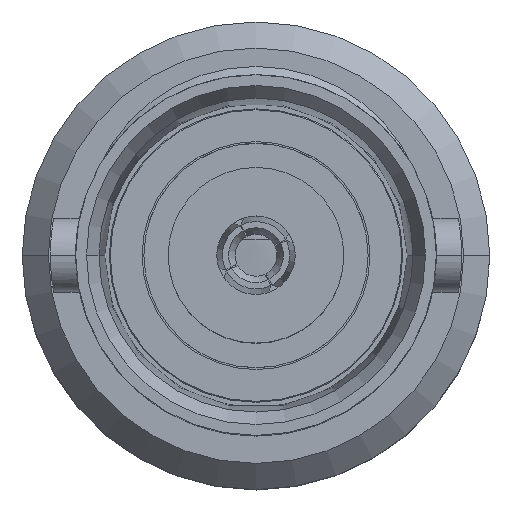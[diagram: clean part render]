
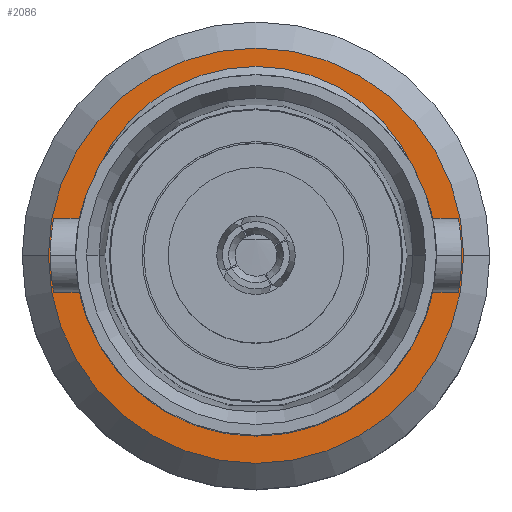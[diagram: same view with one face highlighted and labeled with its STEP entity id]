
A CAD part, top view. The second image highlights one B-rep face of the part: STEP entity #2086.
In plain terms, the highlighted planar face has unit normal (0, 0, 1).
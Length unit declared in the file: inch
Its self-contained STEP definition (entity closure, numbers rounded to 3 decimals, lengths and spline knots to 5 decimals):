
#218 = DIRECTION ( 'NONE',  ( 0., 0., -1. ) ) ;
#226 = EDGE_LOOP ( 'NONE', ( #1343, #4360 ) ) ;
#236 = CARTESIAN_POINT ( 'NONE',  ( 0.18417, -0.01695, 0.67323 ) ) ;
#658 = CIRCLE ( 'NONE', #1921, 0.18245 ) ;
#691 = DIRECTION ( 'NONE',  ( 0., 0., -1. ) ) ;
#790 = AXIS2_PLACEMENT_3D ( 'NONE', #2914, #218, #3377 ) ;
#892 = CARTESIAN_POINT ( 'NONE',  ( -0.20128, 0.07404, 0.67323 ) ) ;
#1171 = DIRECTION ( 'NONE',  ( 1., 0., 0. ) ) ;
#1235 = ORIENTED_EDGE ( 'NONE', *, *, #3333, .F. ) ;
#1343 = ORIENTED_EDGE ( 'NONE', *, *, #4302, .F. ) ;
#1425 = VERTEX_POINT ( 'NONE', #236 ) ;
#1495 = FACE_OUTER_BOUND ( 'NONE', #226, .T. ) ;
#1688 = EDGE_LOOP ( 'NONE', ( #1235, #2492, #5486, #2101 ) ) ;
#1746 = CIRCLE ( 'NONE', #2197, 0.2187 ) ;
#1813 = CARTESIAN_POINT ( 'NONE',  ( -0.03453, 0., 0.67323 ) ) ;
#1921 = AXIS2_PLACEMENT_3D ( 'NONE', #1813, #4950, #2257 ) ;
#2086 = ADVANCED_FACE ( 'NONE', ( #2413, #1495 ), #2966, .T. ) ;
#2101 = ORIENTED_EDGE ( 'NONE', *, *, #4718, .T. ) ;
#2126 = EDGE_CURVE ( 'NONE', #3967, #5566, #3474, .T. ) ;
#2129 = CARTESIAN_POINT ( 'NONE',  ( -0.03453, -0.01695, 0.67323 ) ) ;
#2197 = AXIS2_PLACEMENT_3D ( 'NONE', #3397, #691, #3840 ) ;
#2206 = DIRECTION ( 'NONE',  ( 0., 0., -1. ) ) ;
#2257 = DIRECTION ( 'NONE',  ( 1., 0., 0. ) ) ;
#2357 = DIRECTION ( 'NONE',  ( 0., 0., -1. ) ) ;
#2413 = FACE_BOUND ( 'NONE', #1688, .T. ) ;
#2492 = ORIENTED_EDGE ( 'NONE', *, *, #2126, .T. ) ;
#2580 = DIRECTION ( 'NONE',  ( -1., 0., 0. ) ) ;
#2679 = EDGE_CURVE ( 'NONE', #1425, #5543, #5808, .T. ) ;
#2782 = AXIS2_PLACEMENT_3D ( 'NONE', #3426, #3864, #1171 ) ;
#2914 = CARTESIAN_POINT ( 'NONE',  ( -0.03453, -0.01695, 0.67323 ) ) ;
#2966 = PLANE ( 'NONE',  #2782 ) ;
#3160 = CIRCLE ( 'NONE', #3892, 0.18996 ) ;
#3333 = EDGE_CURVE ( 'NONE', #3967, #5400, #658, .T. ) ;
#3377 = DIRECTION ( 'NONE',  ( -1., 0., 0. ) ) ;
#3390 = VERTEX_POINT ( 'NONE', #5446 ) ;
#3397 = CARTESIAN_POINT ( 'NONE',  ( -0.03453, -0.01695, 0.67323 ) ) ;
#3417 = CIRCLE ( 'NONE', #790, 0.18996 ) ;
#3426 = CARTESIAN_POINT ( 'NONE',  ( -0.03453, 0.20175, 0.67323 ) ) ;
#3474 = CIRCLE ( 'NONE', #3992, 0.18996 ) ;
#3840 = DIRECTION ( 'NONE',  ( -1., 0., 0. ) ) ;
#3864 = DIRECTION ( 'NONE',  ( 0., 0., 1. ) ) ;
#3892 = AXIS2_PLACEMENT_3D ( 'NONE', #5058, #2357, #5508 ) ;
#3967 = VERTEX_POINT ( 'NONE', #4709 ) ;
#3968 = EDGE_CURVE ( 'NONE', #5566, #3390, #3417, .T. ) ;
#3992 = AXIS2_PLACEMENT_3D ( 'NONE', #2129, #5273, #2580 ) ;
#4302 = EDGE_CURVE ( 'NONE', #5543, #1425, #1746, .T. ) ;
#4360 = ORIENTED_EDGE ( 'NONE', *, *, #2679, .F. ) ;
#4361 = CARTESIAN_POINT ( 'NONE',  ( -0.25323, -0.01695, 0.67323 ) ) ;
#4709 = CARTESIAN_POINT ( 'NONE',  ( 0.13222, 0.07404, 0.67323 ) ) ;
#4718 = EDGE_CURVE ( 'NONE', #3390, #5400, #3160, .T. ) ;
#4904 = CARTESIAN_POINT ( 'NONE',  ( -0.03453, -0.01695, 0.67323 ) ) ;
#4950 = DIRECTION ( 'NONE',  ( 0., 0., 1. ) ) ;
#5058 = CARTESIAN_POINT ( 'NONE',  ( -0.03453, -0.01695, 0.67323 ) ) ;
#5273 = DIRECTION ( 'NONE',  ( 0., 0., -1. ) ) ;
#5356 = DIRECTION ( 'NONE',  ( -1., 0., 0. ) ) ;
#5400 = VERTEX_POINT ( 'NONE', #892 ) ;
#5446 = CARTESIAN_POINT ( 'NONE',  ( -0.22449, -0.01695, 0.67323 ) ) ;
#5486 = ORIENTED_EDGE ( 'NONE', *, *, #3968, .T. ) ;
#5508 = DIRECTION ( 'NONE',  ( -1., 0., 0. ) ) ;
#5543 = VERTEX_POINT ( 'NONE', #4361 ) ;
#5566 = VERTEX_POINT ( 'NONE', #5719 ) ;
#5591 = AXIS2_PLACEMENT_3D ( 'NONE', #4904, #2206, #5356 ) ;
#5719 = CARTESIAN_POINT ( 'NONE',  ( 0.15543, -0.01695, 0.67323 ) ) ;
#5808 = CIRCLE ( 'NONE', #5591, 0.2187 ) ;
